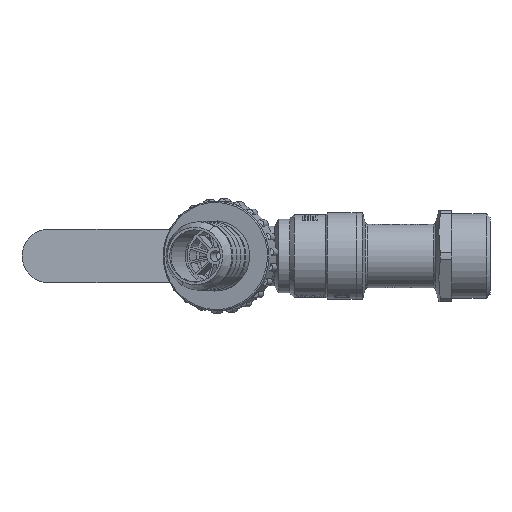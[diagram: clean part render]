
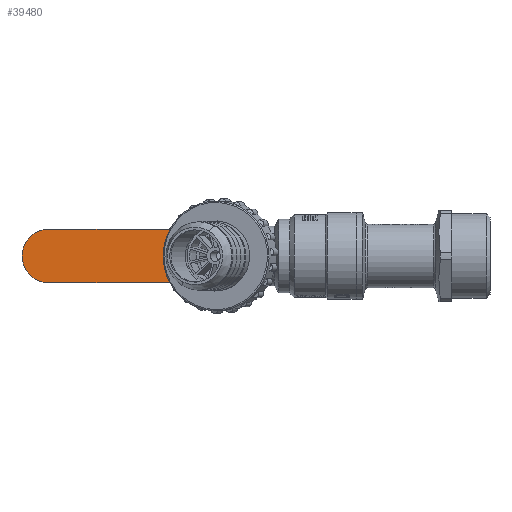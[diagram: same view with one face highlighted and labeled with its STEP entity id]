
A CAD part, front view. The second image highlights one B-rep face of the part: STEP entity #39480.
In plain terms, the highlighted planar face has unit normal (0, -1, 0).
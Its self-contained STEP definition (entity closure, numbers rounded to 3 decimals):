
#163 = PLANE ( 'NONE',  #27786 ) ;
#2334 = DIRECTION ( 'NONE',  ( 0., 0., -1. ) ) ;
#2774 = DIRECTION ( 'NONE',  ( 0., 0., 1. ) ) ;
#4306 = CARTESIAN_POINT ( 'NONE',  ( 39.899, 16., 10.5 ) ) ;
#5163 = LINE ( 'NONE', #62645, #31592 ) ;
#5958 = DIRECTION ( 'NONE',  ( 0., 1., 0. ) ) ;
#6961 = VERTEX_POINT ( 'NONE', #65119 ) ;
#7405 = CARTESIAN_POINT ( 'NONE',  ( 39.899, 16., 40. ) ) ;
#9270 = EDGE_CURVE ( 'NONE', #46680, #6961, #26950, .T. ) ;
#10040 = ORIENTED_EDGE ( 'NONE', *, *, #21698, .F. ) ;
#15446 = EDGE_CURVE ( 'NONE', #6961, #65228, #5163, .T. ) ;
#18990 = CARTESIAN_POINT ( 'NONE',  ( 104.5, 16., -10.5 ) ) ;
#21698 = EDGE_CURVE ( 'NONE', #46680, #62540, #50516, .T. ) ;
#26950 = CIRCLE ( 'NONE', #60910, 10.5 ) ;
#27425 = EDGE_CURVE ( 'NONE', #65228, #62540, #64266, .T. ) ;
#27786 = AXIS2_PLACEMENT_3D ( 'NONE', #37603, #5958, #42836 ) ;
#28396 = CARTESIAN_POINT ( 'NONE',  ( 39.899, 16., -10.5 ) ) ;
#30904 = ORIENTED_EDGE ( 'NONE', *, *, #15446, .T. ) ;
#31592 = VECTOR ( 'NONE', #36450, 1000. ) ;
#34088 = EDGE_LOOP ( 'NONE', ( #45810, #30904, #34448, #10040 ) ) ;
#34399 = DIRECTION ( 'NONE',  ( 0., -1., 0. ) ) ;
#34448 = ORIENTED_EDGE ( 'NONE', *, *, #27425, .T. ) ;
#34600 = FACE_OUTER_BOUND ( 'NONE', #34088, .T. ) ;
#36450 = DIRECTION ( 'NONE',  ( -1., 0., 0. ) ) ;
#37603 = CARTESIAN_POINT ( 'NONE',  ( 37., 16., 40. ) ) ;
#39480 = ADVANCED_FACE ( 'NONE', ( #34600 ), #163, .F. ) ;
#42836 = DIRECTION ( 'NONE',  ( 0., 0., 1. ) ) ;
#45810 = ORIENTED_EDGE ( 'NONE', *, *, #9270, .T. ) ;
#46271 = CARTESIAN_POINT ( 'NONE',  ( 37., 16., -10.5 ) ) ;
#46680 = VERTEX_POINT ( 'NONE', #18990 ) ;
#50280 = VECTOR ( 'NONE', #2334, 1000. ) ;
#50516 = LINE ( 'NONE', #46271, #61191 ) ;
#51578 = DIRECTION ( 'NONE',  ( -1., 0., 0. ) ) ;
#60910 = AXIS2_PLACEMENT_3D ( 'NONE', #65896, #34399, #2774 ) ;
#61191 = VECTOR ( 'NONE', #51578, 1000. ) ;
#62540 = VERTEX_POINT ( 'NONE', #28396 ) ;
#62645 = CARTESIAN_POINT ( 'NONE',  ( 37., 16., 10.5 ) ) ;
#64266 = LINE ( 'NONE', #7405, #50280 ) ;
#65119 = CARTESIAN_POINT ( 'NONE',  ( 104.5, 16., 10.5 ) ) ;
#65228 = VERTEX_POINT ( 'NONE', #4306 ) ;
#65896 = CARTESIAN_POINT ( 'NONE',  ( 104.5, 16., 0. ) ) ;
